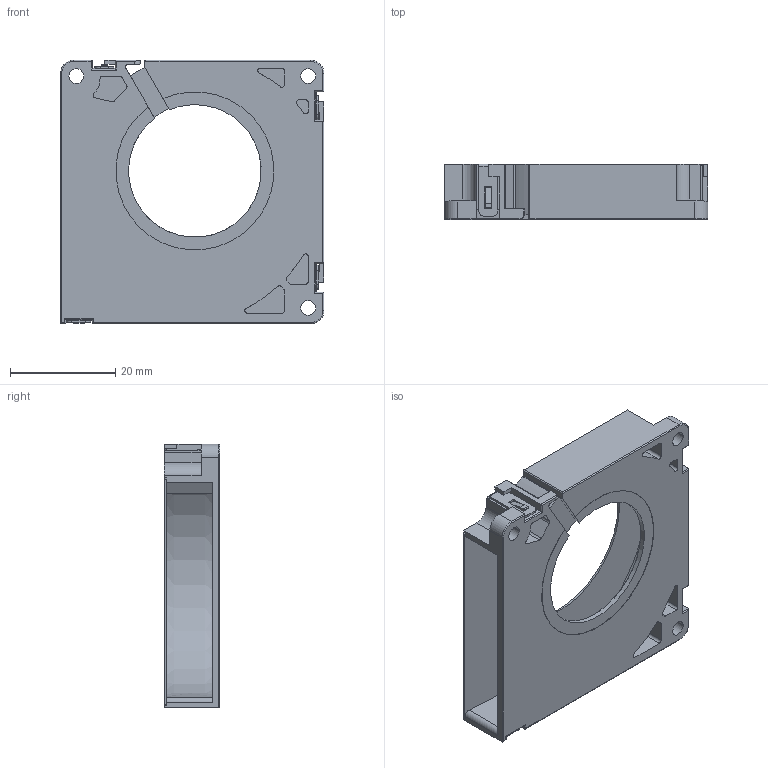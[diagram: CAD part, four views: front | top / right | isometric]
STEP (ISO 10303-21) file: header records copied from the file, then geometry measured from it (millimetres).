
FILE_DESCRIPTION((''),'2;1');
FILE_NAME('BFB0505HHA-C_ASM','2011-10-18T',('YUNGCHI.CHUANG'),(''),'PRO/ENGINEER BY PARAMETRIC TECHNOLOGY CORPORATION, 2006460','PRO/ENGINEER BY PARAMETRIC TECHNOLOGY CORPORATION, 2006460','');
FILE_SCHEMA(('CONFIG_CONTROL_DESIGN'));
Length unit declared in the file: millimetre
Products named in the file (3): 410400630002; 410130110000; BFB0505HHA-C_ASM
Assembly tree (2 placements, depth 2):
  BFB0505HHA-C_ASM
    410400630002
    410130110000
Bounding box: 50.1 x 10.5 x 50 mm (x, y, z)
Volume: 6639 mm3; surface area: 11022.6 mm2
Topology: 2 solids, 2 shells, 311 faces, 847 edges, 550 vertices
Faces by surface type: plane 198, cylinder 101, extrusion 7, torus 3, cone 2
Entity records: 10025 total; most frequent: CARTESIAN_POINT 1964, ORIENTED_EDGE 1694, DIRECTION 1606, EDGE_CURVE 847, VECTOR 638, LINE 631, VERTEX_POINT 550, AXIS2_PLACEMENT_3D 484
